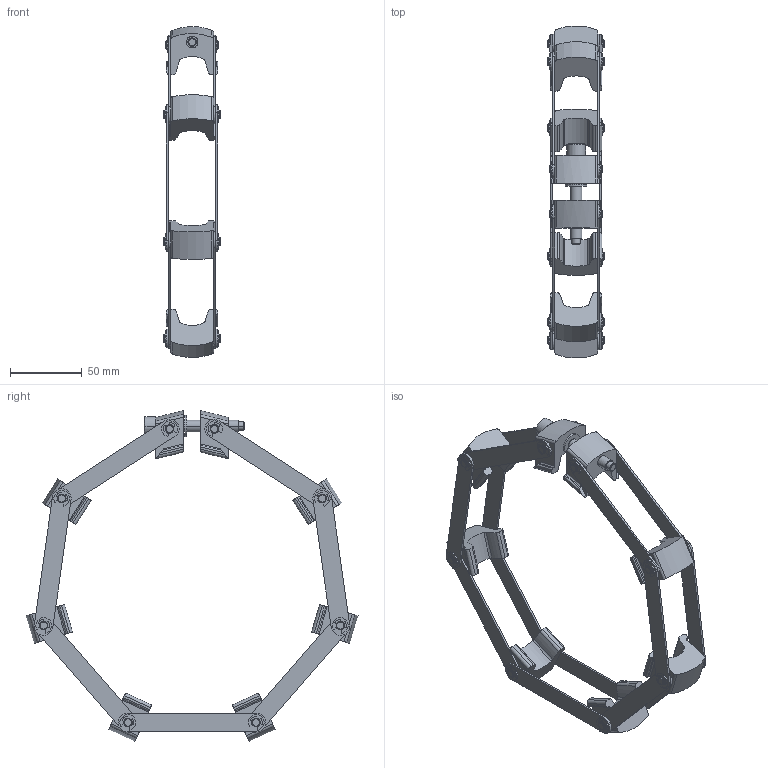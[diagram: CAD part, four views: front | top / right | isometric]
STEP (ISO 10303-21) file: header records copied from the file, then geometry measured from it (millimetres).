
FILE_DESCRIPTION( (''), '2;1');
FILE_NAME ('CAD714.5084.VP1160_14512.stp','2016-04-22T10:25:27',(''),(''),'spGate 11.3.9','spGate','');
FILE_SCHEMA (('AUTOMOTIVE_DESIGN'));
Length unit declared in the file: millimetre
Products named in the file (20): Assembly; 品番1・2; 品番1・2_mr; 品番5; 品番3; 品番4; 品番5_mr; 品番5_mr-1; 品番5_mr-2; 品番5_mr-3; 品番5_mr-4; 品番5_mr-5; 品番5_mr-6; 品番6; 品番7; 品番7_mr; C止め輪; C止め輪_mr; C止め輪_mr-1; 品番11
Assembly tree (50 placements, depth 2):
  Assembly
    品番1・2
    品番1・2_mr
    品番5  x7
    品番3  x6
    品番4
    品番5_mr
    品番5_mr-1
    品番5_mr-2
    品番5_mr-3
    品番5_mr-4
    品番5_mr-5
    品番5_mr-6
    品番6  x6
    品番7  x2
    品番7_mr  x2
    C止め輪  x8
    C止め輪_mr  x6
    C止め輪_mr-1  x2
    品番11
Bounding box: 40 x 231.47 x 230.61 mm (x, y, z)
Volume: 125960.7 mm3; surface area: 86588.4 mm2
Topology: 50 solids, 50 shells, 911 faces, 2334 edges, 1558 vertices
Faces by surface type: cylinder 534, plane 335, bspline 42
Entity records: 17403 total; most frequent: CARTESIAN_POINT 2619, DIRECTION 1680, ORIENTED_EDGE 1616, COLOUR_RGB 1141, PRESENTATION_STYLE_ASSIGNMENT 1141, STYLED_ITEM 1141, EDGE_CURVE 808, DRAUGHTING_PRE_DEFINED_CURVE_FONT 808
